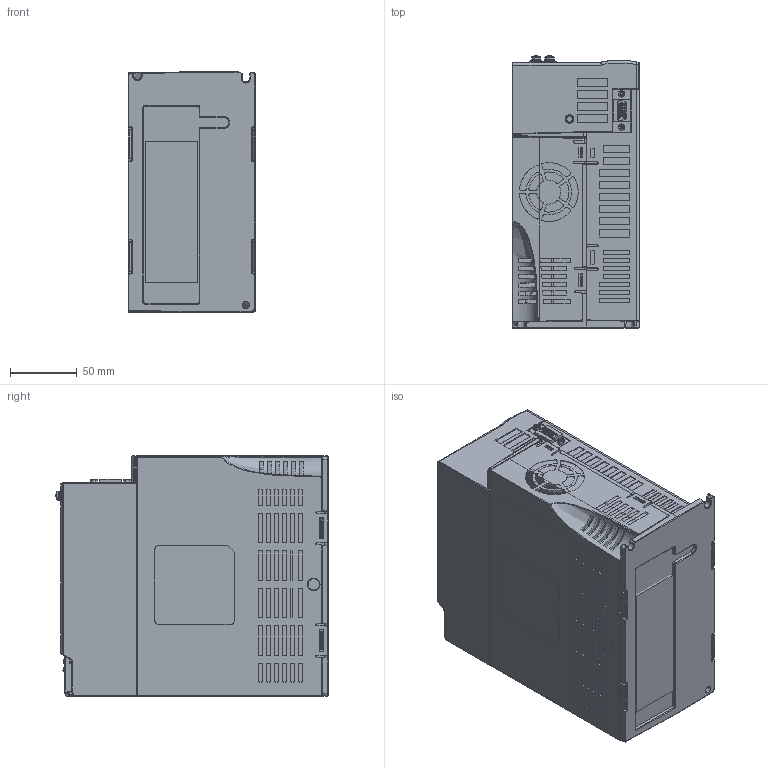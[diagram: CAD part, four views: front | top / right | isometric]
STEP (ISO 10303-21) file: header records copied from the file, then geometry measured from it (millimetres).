
FILE_DESCRIPTION (( 'STEP AP214' ), '1' );
FILE_NAME ('0-sv2a-2200-2300 Red2 fXT comb1E minus comb wcomb Bc5 r1.STEP', '2020-10-05T22:33:35', ( '' ), ( '' ), 'SwSTEP 2.0', 'SolidWorks 2017', '' );
FILE_SCHEMA (( 'AUTOMOTIVE_DESIGN' ));
Length unit declared in the file: inch
Products named in the file (1): 0-sv2a-2200-2300 Red2 fXT comb1E minus comb wcomb Bc5 r1
Bounding box: 95.5 x 203.41 x 180.05 mm (x, y, z)
Volume: 3106881.9 mm3; surface area: 298245.6 mm2
Topology: 3 solids, 22 shells, 5390 faces, 14552 edges, 9370 vertices
Faces by surface type: plane 3184, cylinder 1408, bspline 381, cone 192, torus 132, sphere 93
Entity records: 206357 total; most frequent: CARTESIAN_POINT 74580, ORIENTED_EDGE 28972, DIRECTION 23245, EDGE_CURVE 14486, VERTEX_POINT 9369, VECTOR 9249, LINE 9249, AXIS2_PLACEMENT_3D 6998
